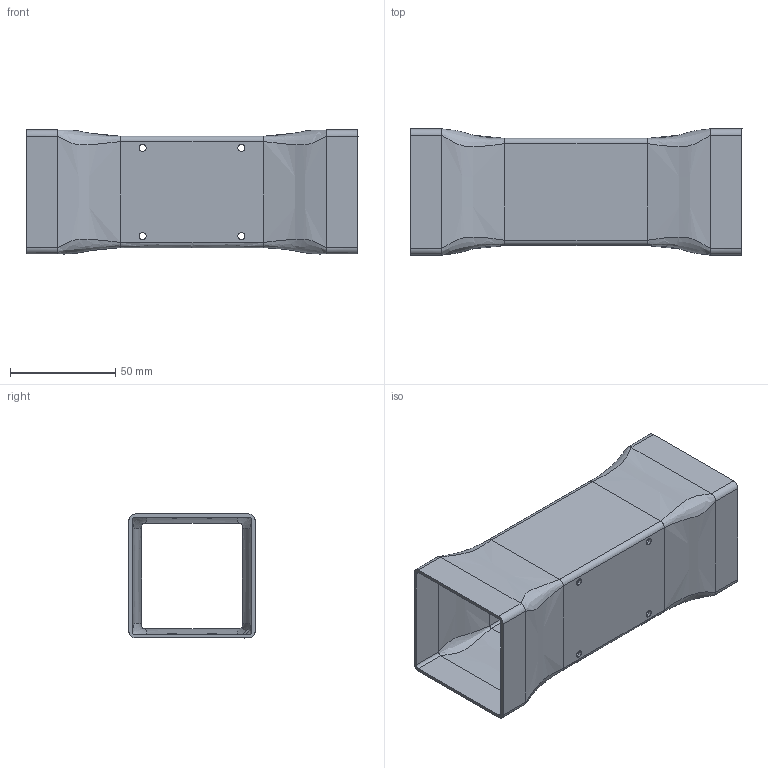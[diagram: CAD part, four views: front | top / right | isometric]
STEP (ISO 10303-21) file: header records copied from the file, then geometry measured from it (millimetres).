
FILE_DESCRIPTION (( 'STEP AP203' ), '1' );
FILE_NAME ('casing2no.STEP', '2026-01-18T11:50:05', ( '1' ), ( '' ), 'SwSTEP 2.0', 'SolidWorks 2020', '' );
FILE_SCHEMA (( 'CONFIG_CONTROL_DESIGN' ));
Length unit declared in the file: millimetre
Products named in the file (1): casing2no
Bounding box: 158 x 60 x 59.02 mm (x, y, z)
Volume: 49231.5 mm3; surface area: 66805.2 mm2
Topology: 1 solids, 1 shells, 106 faces, 242 edges, 138 vertices
Faces by surface type: bspline 44, plane 34, cylinder 28
Entity records: 5327 total; most frequent: CARTESIAN_POINT 3119, ORIENTED_EDGE 484, DIRECTION 340, EDGE_CURVE 242, VERTEX_POINT 138, EDGE_LOOP 124, AXIS2_PLACEMENT_3D 119, FACE_OUTER_BOUND 106
